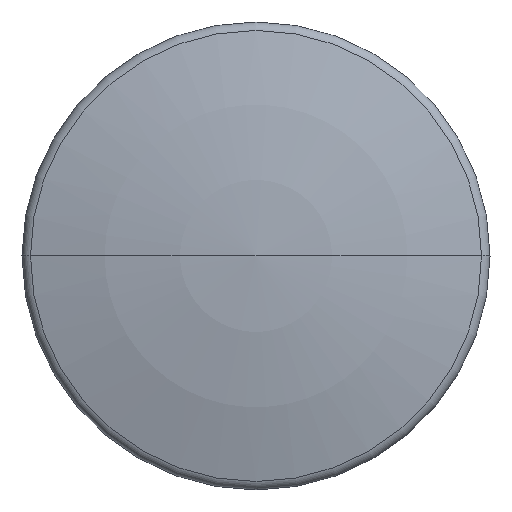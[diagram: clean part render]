
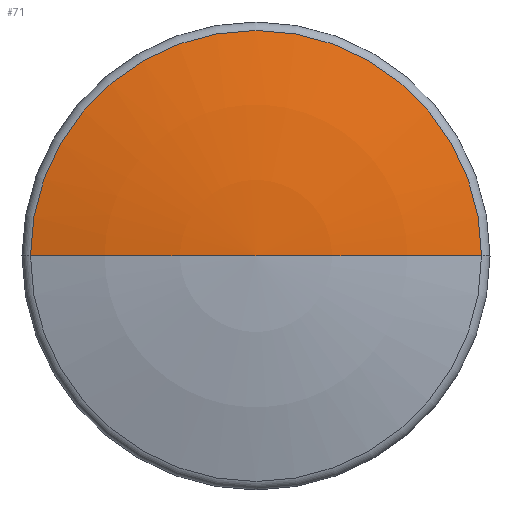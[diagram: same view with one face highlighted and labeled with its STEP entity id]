
A CAD part, top view. The second image highlights one B-rep face of the part: STEP entity #71.
In plain terms, the highlighted toroidal (fillet/blend) face has major radius 0.545 mm and minor radius 75.977 mm.
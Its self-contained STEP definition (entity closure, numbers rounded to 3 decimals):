
#71=ADVANCED_FACE('',(#142),#143,.T.);
#142=FACE_OUTER_BOUND('',#277,.T.);
#143=TOROIDAL_SURFACE('',#278,-0.545,75.977);
#277=EDGE_LOOP('',(#448,#449,#450,#451));
#278=AXIS2_PLACEMENT_3D('',#452,#453,#454);
#448=ORIENTED_EDGE('',*,*,#937,.F.);
#449=ORIENTED_EDGE('',*,*,#938,.F.);
#450=ORIENTED_EDGE('',*,*,#939,.T.);
#451=ORIENTED_EDGE('',*,*,#940,.T.);
#452=CARTESIAN_POINT('',(0.,0.0,-75.975));
#453=DIRECTION('',(0.,0.0,1.0));
#454=DIRECTION('',(1.0,0.0,0.));
#937=EDGE_CURVE('',#1117,#1118,#1119,.T.);
#938=EDGE_CURVE('',#1120,#1117,#1121,.T.);
#939=EDGE_CURVE('',#1120,#1122,#1123,.T.);
#940=EDGE_CURVE('',#1122,#1118,#1124,.T.);
#1117=VERTEX_POINT('',#1390);
#1118=VERTEX_POINT('',#1391);
#1119=CIRCLE('',#1392,75.977);
#1120=VERTEX_POINT('',#1393);
#1121=CIRCLE('',#1394,75.977);
#1122=VERTEX_POINT('',#1395);
#1123=CIRCLE('',#1396,19.275);
#1124=CIRCLE('',#1397,19.275);
#1390=CARTESIAN_POINT('',(0.0,0.0,0.0));
#1391=CARTESIAN_POINT('',(-19.275,0.,-2.629));
#1392=AXIS2_PLACEMENT_3D('',#1738,#1739,#1740);
#1393=CARTESIAN_POINT('',(19.275,0.,-2.629));
#1394=AXIS2_PLACEMENT_3D('',#1741,#1742,#1743);
#1395=CARTESIAN_POINT('',(0.,19.275,-2.629));
#1396=AXIS2_PLACEMENT_3D('',#1744,#1745,#1746);
#1397=AXIS2_PLACEMENT_3D('',#1747,#1748,#1749);
#1738=CARTESIAN_POINT('',(0.545,0.,-75.975));
#1739=DIRECTION('',(0.,-1.0,0.));
#1740=DIRECTION('',(-1.0,0.,0.));
#1741=CARTESIAN_POINT('',(-0.545,0.,-75.975));
#1742=DIRECTION('',(0.,-1.0,0.));
#1743=DIRECTION('',(1.0,0.,0.));
#1744=CARTESIAN_POINT('',(0.,0.0,-2.629));
#1745=DIRECTION('',(0.,-0.0,1.0));
#1746=DIRECTION('',(0.0,1.0,0.0));
#1747=CARTESIAN_POINT('',(0.,0.0,-2.629));
#1748=DIRECTION('',(0.,-0.0,1.0));
#1749=DIRECTION('',(0.0,1.0,0.0));
